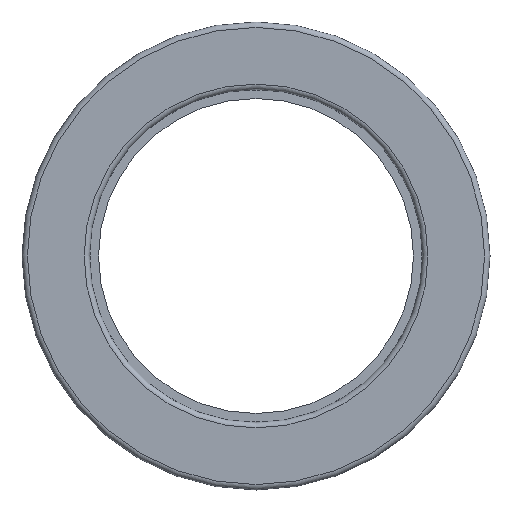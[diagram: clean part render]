
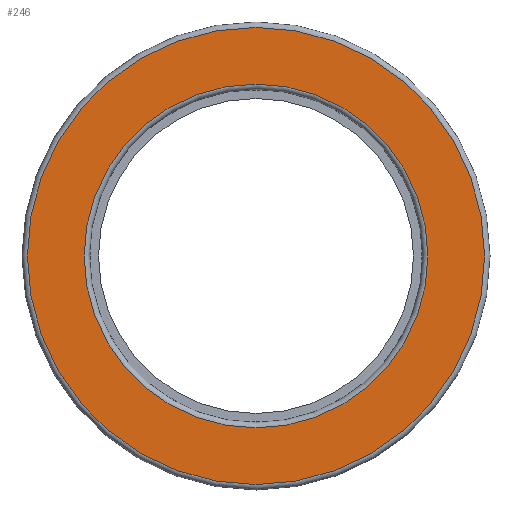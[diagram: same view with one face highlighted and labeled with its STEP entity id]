
A CAD part, front view. The second image highlights one B-rep face of the part: STEP entity #246.
In plain terms, the highlighted planar face has unit normal (0, -1, 0).
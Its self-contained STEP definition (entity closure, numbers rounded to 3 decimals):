
#82=PLANE('',#303);
#98=ORIENTED_EDGE('',*,*,#129,.T.);
#99=ORIENTED_EDGE('',*,*,#128,.F.);
#128=EDGE_CURVE('',#144,#144,#161,.T.);
#129=EDGE_CURVE('',#145,#145,#162,.T.);
#144=VERTEX_POINT('',#449);
#145=VERTEX_POINT('',#452);
#161=CIRCLE('',#302,25.4);
#162=CIRCLE('',#304,19.1);
#179=EDGE_LOOP('',(#98));
#180=EDGE_LOOP('',(#99));
#211=FACE_BOUND('',#179,.T.);
#212=FACE_BOUND('',#180,.T.);
#246=ADVANCED_FACE('',(#211,#212),#82,.T.);
#302=AXIS2_PLACEMENT_3D('',#448,#355,#356);
#303=AXIS2_PLACEMENT_3D('',#450,#357,#358);
#304=AXIS2_PLACEMENT_3D('',#451,#359,#360);
#355=DIRECTION('',(0.,1.,0.));
#356=DIRECTION('',(-1.,0.,0.));
#357=DIRECTION('',(0.,-1.,0.));
#358=DIRECTION('',(1.,0.,0.));
#359=DIRECTION('',(0.,1.,0.));
#360=DIRECTION('',(-1.,0.,0.));
#448=CARTESIAN_POINT('',(0.,0.,0.));
#449=CARTESIAN_POINT('',(-25.4,0.,0.));
#450=CARTESIAN_POINT('',(-25.4,0.,0.));
#451=CARTESIAN_POINT('',(0.,0.,0.));
#452=CARTESIAN_POINT('',(-19.1,0.,0.));
